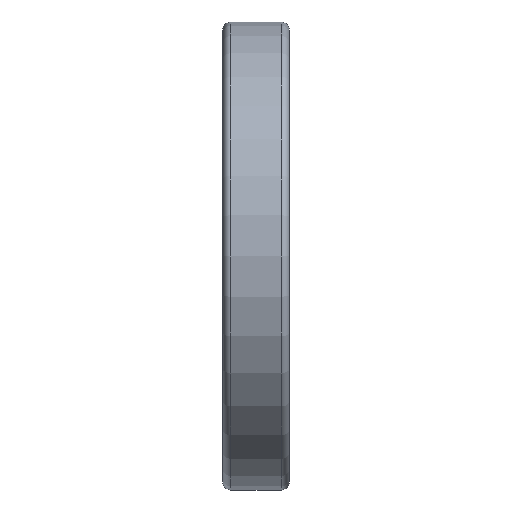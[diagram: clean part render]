
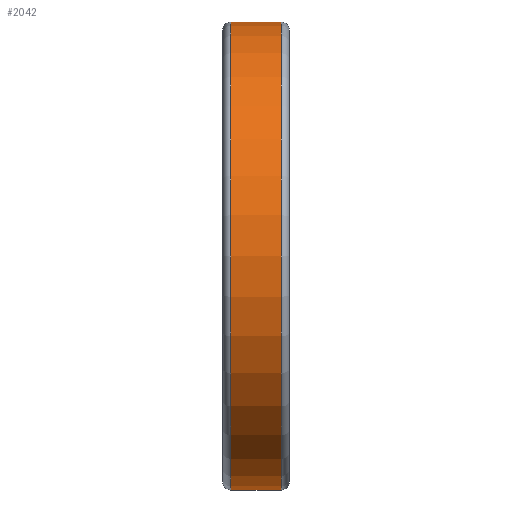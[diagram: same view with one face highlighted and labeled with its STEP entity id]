
A CAD part, left-side view. The second image highlights one B-rep face of the part: STEP entity #2042.
In plain terms, the highlighted cylindrical face has radius 44.45 mm (diameter 88.9 mm), a partial arc.
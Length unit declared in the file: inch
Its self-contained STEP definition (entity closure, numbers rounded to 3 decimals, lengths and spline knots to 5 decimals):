
#116 = DIRECTION ( 'NONE',  ( 0., 0., -1. ) ) ;
#256 = CARTESIAN_POINT ( 'NONE',  ( 0., 0.0625, -1.75 ) ) ;
#356 = VECTOR ( 'NONE', #4651, 39.37008 ) ;
#673 = CARTESIAN_POINT ( 'NONE',  ( 0., 0.0625, 0. ) ) ;
#938 = VERTEX_POINT ( 'NONE', #4871 ) ;
#1005 = ORIENTED_EDGE ( 'NONE', *, *, #1203, .T. ) ;
#1167 = AXIS2_PLACEMENT_3D ( 'NONE', #1321, #3482, #1887 ) ;
#1184 = DIRECTION ( 'NONE',  ( 0., 0., -1. ) ) ;
#1203 = EDGE_CURVE ( 'NONE', #4121, #5585, #4621, .T. ) ;
#1321 = CARTESIAN_POINT ( 'NONE',  ( 0., 0.4375, 0. ) ) ;
#1702 = CARTESIAN_POINT ( 'NONE',  ( 0., 0.0625, 1.75 ) ) ;
#1710 = DIRECTION ( 'NONE',  ( 0., -1., 0. ) ) ;
#1757 = DIRECTION ( 'NONE',  ( 0., -1., 0. ) ) ;
#1887 = DIRECTION ( 'NONE',  ( 0., 0., -1. ) ) ;
#2042 = ADVANCED_FACE ( 'NONE', ( #4415 ), #6558, .T. ) ;
#2117 = CARTESIAN_POINT ( 'NONE',  ( 0., 0., 1.75 ) ) ;
#2215 = AXIS2_PLACEMENT_3D ( 'NONE', #6449, #1710, #1184 ) ;
#2345 = VERTEX_POINT ( 'NONE', #1702 ) ;
#2551 = CARTESIAN_POINT ( 'NONE',  ( 0., 0., -1.75 ) ) ;
#2942 = ORIENTED_EDGE ( 'NONE', *, *, #4588, .T. ) ;
#3322 = AXIS2_PLACEMENT_3D ( 'NONE', #673, #1757, #116 ) ;
#3482 = DIRECTION ( 'NONE',  ( 0., -1., 0. ) ) ;
#4070 = ORIENTED_EDGE ( 'NONE', *, *, #5561, .F. ) ;
#4086 = CARTESIAN_POINT ( 'NONE',  ( 0., 0.4375, -1.75 ) ) ;
#4121 = VERTEX_POINT ( 'NONE', #4086 ) ;
#4221 = CIRCLE ( 'NONE', #1167, 1.75 ) ;
#4320 = LINE ( 'NONE', #2117, #6806 ) ;
#4415 = FACE_OUTER_BOUND ( 'NONE', #5299, .T. ) ;
#4588 = EDGE_CURVE ( 'NONE', #938, #4121, #4221, .T. ) ;
#4621 = LINE ( 'NONE', #2551, #356 ) ;
#4651 = DIRECTION ( 'NONE',  ( 0., -1., 0. ) ) ;
#4871 = CARTESIAN_POINT ( 'NONE',  ( 0., 0.4375, 1.75 ) ) ;
#5132 = CIRCLE ( 'NONE', #3322, 1.75 ) ;
#5233 = ORIENTED_EDGE ( 'NONE', *, *, #5481, .F. ) ;
#5299 = EDGE_LOOP ( 'NONE', ( #5233, #2942, #1005, #4070 ) ) ;
#5481 = EDGE_CURVE ( 'NONE', #938, #2345, #4320, .T. ) ;
#5561 = EDGE_CURVE ( 'NONE', #2345, #5585, #5132, .T. ) ;
#5585 = VERTEX_POINT ( 'NONE', #256 ) ;
#6449 = CARTESIAN_POINT ( 'NONE',  ( 0., 0., 0. ) ) ;
#6506 = DIRECTION ( 'NONE',  ( 0., -1., 0. ) ) ;
#6558 = CYLINDRICAL_SURFACE ( 'NONE', #2215, 1.75 ) ;
#6806 = VECTOR ( 'NONE', #6506, 39.37008 ) ;
